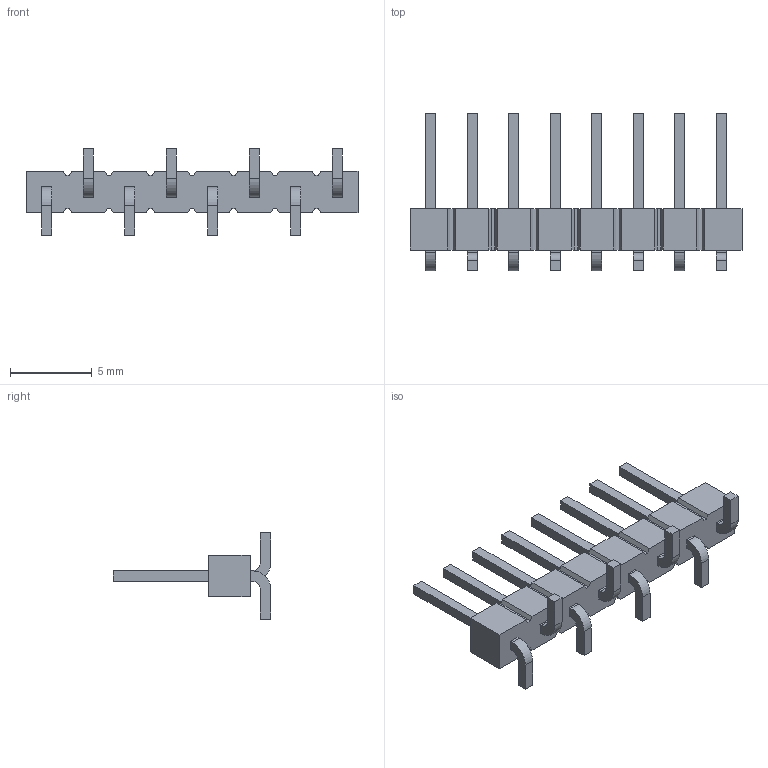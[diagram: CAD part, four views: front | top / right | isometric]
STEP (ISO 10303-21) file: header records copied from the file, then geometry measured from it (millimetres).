
FILE_DESCRIPTION(/* description */ ('STEP AP214'),/* implementation_level */ '2;1');
FILE_NAME(/* name */ 'TSM-108-01-L-SV',/* time_stamp */ '2024-09-12T10:29:09+02:00',/* author */ ('License CC BY-ND 4.0'),/* organization */ ('CADENAS'),/* preprocessor_version */ 'ST-DEVELOPER v19.3',/* originating_system */ 'PARTsolutions',/* authorisation */ ' ');
FILE_SCHEMA (('AUTOMOTIVE_DESIGN {1 0 10303 214 3 1 1}'));
Length unit declared in the file: inch
Products named in the file (4): TSM-108-01-L-SV; TSM-108-01-SV_body; T-1S6-16-L(-01-8-SV); T-1S6-16-L(-01-8-SV)2
Assembly tree (3 placements, depth 2):
  TSM-108-01-L-SV
    TSM-108-01-SV_body
    T-1S6-16-L(-01-8-SV)
    T-1S6-16-L(-01-8-SV)2
Bounding box: 20.32 x 9.65 x 5.28 mm (x, y, z)
Volume: 158.4 mm3; surface area: 565.1 mm2
Topology: 3 solids, 3 shells, 214 faces, 588 edges, 392 vertices
Faces by surface type: plane 198, cylinder 16
Entity records: 6821 total; most frequent: CARTESIAN_POINT 1198, ORIENTED_EDGE 1176, DIRECTION 1056, EDGE_CURVE 588, LINE 556, VECTOR 556, VERTEX_POINT 392, AXIS2_PLACEMENT_3D 250
